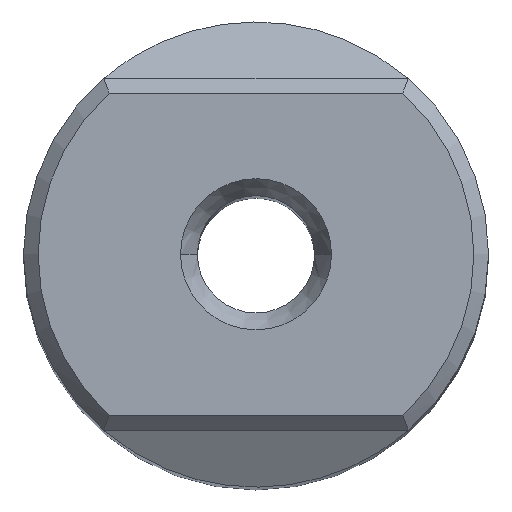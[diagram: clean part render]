
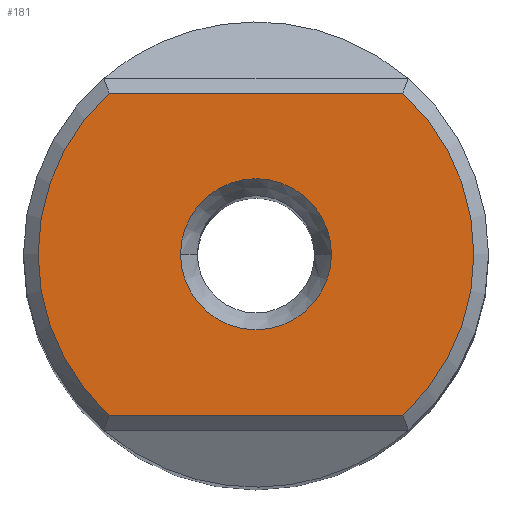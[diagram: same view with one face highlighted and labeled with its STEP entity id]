
A CAD part, top view. The second image highlights one B-rep face of the part: STEP entity #181.
In plain terms, the highlighted planar face has unit normal (0, 0, 1).
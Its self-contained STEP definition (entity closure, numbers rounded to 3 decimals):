
#112=LINE('',#1030,#146);
#113=LINE('',#1057,#147);
#146=VECTOR('',#826,1.);
#147=VECTOR('',#835,1.);
#181=ADVANCED_FACE('',(#218,#219),#209,.F.);
#209=PLANE('',#693);
#218=FACE_BOUND('',#238,.T.);
#219=FACE_BOUND('',#239,.T.);
#238=EDGE_LOOP('',(#331,#332,#333,#334));
#239=EDGE_LOOP('',(#335,#336));
#331=ORIENTED_EDGE('',*,*,#534,.F.);
#332=ORIENTED_EDGE('',*,*,#535,.F.);
#333=ORIENTED_EDGE('',*,*,#536,.F.);
#334=ORIENTED_EDGE('',*,*,#529,.F.);
#335=ORIENTED_EDGE('',*,*,#537,.F.);
#336=ORIENTED_EDGE('',*,*,#538,.F.);
#464=VERTEX_POINT('',#1031);
#465=VERTEX_POINT('',#1032);
#467=VERTEX_POINT('',#1054);
#468=VERTEX_POINT('',#1058);
#469=VERTEX_POINT('',#1061);
#470=VERTEX_POINT('',#1062);
#529=EDGE_CURVE('',#464,#465,#112,.T.);
#534=EDGE_CURVE('',#467,#464,#605,.T.);
#535=EDGE_CURVE('',#468,#467,#113,.T.);
#536=EDGE_CURVE('',#465,#468,#606,.T.);
#537=EDGE_CURVE('',#469,#470,#607,.T.);
#538=EDGE_CURVE('',#470,#469,#608,.T.);
#605=CIRCLE('',#688,14.875);
#606=CIRCLE('',#690,14.875);
#607=CIRCLE('',#691,5.155);
#608=CIRCLE('',#692,5.155);
#688=AXIS2_PLACEMENT_3D('',#1055,#831,#832);
#690=AXIS2_PLACEMENT_3D('',#1059,#836,#837);
#691=AXIS2_PLACEMENT_3D('',#1060,#838,#839);
#692=AXIS2_PLACEMENT_3D('',#1063,#840,#841);
#693=AXIS2_PLACEMENT_3D('',#1064,#842,#843);
#826=DIRECTION('',(1.,0.,0.));
#831=DIRECTION('',(0.,0.,-1.));
#832=DIRECTION('',(-0.673,-0.739,0.));
#835=DIRECTION('',(-1.,0.,0.));
#836=DIRECTION('',(0.,0.,-1.));
#837=DIRECTION('',(0.673,0.739,0.));
#838=DIRECTION('',(0.,0.,1.));
#839=DIRECTION('',(1.,0.,0.));
#840=DIRECTION('',(0.,0.,1.));
#841=DIRECTION('',(-1.,0.,0.));
#842=DIRECTION('',(0.,0.,-1.));
#843=DIRECTION('',(-1.,0.,0.));
#1030=CARTESIAN_POINT('',(-10.013,11.,0.));
#1031=CARTESIAN_POINT('',(-10.013,11.,0.));
#1032=CARTESIAN_POINT('',(10.013,11.,0.));
#1054=CARTESIAN_POINT('',(-10.013,-11.,0.));
#1055=CARTESIAN_POINT('',(0.,0.,0.));
#1057=CARTESIAN_POINT('',(10.013,-11.,0.));
#1058=CARTESIAN_POINT('',(10.013,-11.,0.));
#1059=CARTESIAN_POINT('',(0.,0.,0.));
#1060=CARTESIAN_POINT('',(0.,0.,0.));
#1061=CARTESIAN_POINT('',(5.155,0.,0.));
#1062=CARTESIAN_POINT('',(-5.155,0.,0.));
#1063=CARTESIAN_POINT('',(0.,0.,0.));
#1064=CARTESIAN_POINT('',(0.,0.,0.));
